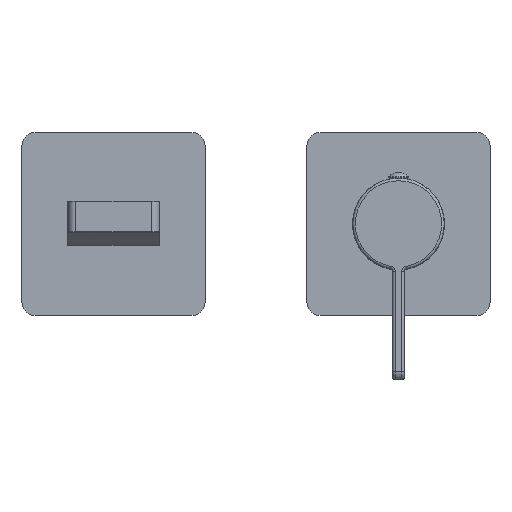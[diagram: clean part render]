
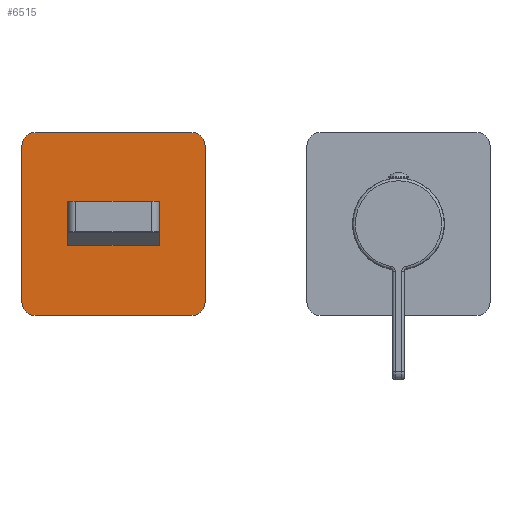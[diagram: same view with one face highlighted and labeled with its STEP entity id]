
A CAD part, top view. The second image highlights one B-rep face of the part: STEP entity #6515.
In plain terms, the highlighted planar face has unit normal (0, 0, 1).
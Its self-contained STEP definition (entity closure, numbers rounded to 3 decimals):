
#6092=CARTESIAN_POINT('',(-139.,-30.,52.));
#6093=DIRECTION('',(0.,0.,1.));
#6094=DIRECTION('',(-1.,0.,0.));
#6095=AXIS2_PLACEMENT_3D('',#6092,#6093,#6094);
#6097=DIRECTION('',(0.,-1.,0.));
#6098=VECTOR('',#6097,60.);
#6099=CARTESIAN_POINT('',(-144.,30.,52.));
#6100=LINE('',#6099,#6098);
#6101=CARTESIAN_POINT('',(-139.,30.,52.));
#6102=DIRECTION('',(0.,0.,1.));
#6103=DIRECTION('',(0.,1.,0.));
#6104=AXIS2_PLACEMENT_3D('',#6101,#6102,#6103);
#6106=DIRECTION('',(-1.,0.,0.));
#6107=VECTOR('',#6106,60.);
#6108=CARTESIAN_POINT('',(-79.,35.,52.));
#6109=LINE('',#6108,#6107);
#6110=CARTESIAN_POINT('',(-79.,30.,52.));
#6111=DIRECTION('',(0.,0.,1.));
#6112=DIRECTION('',(1.,0.,0.));
#6113=AXIS2_PLACEMENT_3D('',#6110,#6111,#6112);
#6115=DIRECTION('',(0.,1.,0.));
#6116=VECTOR('',#6115,60.);
#6117=CARTESIAN_POINT('',(-74.,-30.,52.));
#6118=LINE('',#6117,#6116);
#6119=CARTESIAN_POINT('',(-79.,-30.,52.));
#6120=DIRECTION('',(0.,0.,1.));
#6121=DIRECTION('',(0.,-1.,0.));
#6122=AXIS2_PLACEMENT_3D('',#6119,#6120,#6121);
#6124=DIRECTION('',(1.,0.,0.));
#6125=VECTOR('',#6124,60.);
#6126=CARTESIAN_POINT('',(-139.,-35.,52.));
#6127=LINE('',#6126,#6125);
#6128=DIRECTION('',(1.,0.,0.));
#6129=VECTOR('',#6128,35.);
#6130=CARTESIAN_POINT('',(-126.5,-8.25,52.));
#6131=LINE('',#6130,#6129);
#6132=DIRECTION('',(0.,1.,0.));
#6133=VECTOR('',#6132,16.5);
#6134=CARTESIAN_POINT('',(-91.5,-8.25,52.));
#6135=LINE('',#6134,#6133);
#6136=DIRECTION('',(1.,0.,0.));
#6137=VECTOR('',#6136,35.);
#6138=CARTESIAN_POINT('',(-126.5,8.25,52.));
#6139=LINE('',#6138,#6137);
#6140=DIRECTION('',(0.,1.,0.));
#6141=VECTOR('',#6140,16.5);
#6142=CARTESIAN_POINT('',(-126.5,-8.25,52.));
#6143=LINE('',#6142,#6141);
#6372=CARTESIAN_POINT('',(-144.,-30.,52.));
#6373=VERTEX_POINT('',#6372);
#6374=CARTESIAN_POINT('',(-139.,-35.,52.));
#6375=VERTEX_POINT('',#6374);
#6380=CARTESIAN_POINT('',(-79.,-35.,52.));
#6381=VERTEX_POINT('',#6380);
#6382=CARTESIAN_POINT('',(-74.,-30.,52.));
#6383=VERTEX_POINT('',#6382);
#6388=CARTESIAN_POINT('',(-74.,30.,52.));
#6389=VERTEX_POINT('',#6388);
#6390=CARTESIAN_POINT('',(-79.,35.,52.));
#6391=VERTEX_POINT('',#6390);
#6396=CARTESIAN_POINT('',(-139.,35.,52.));
#6397=VERTEX_POINT('',#6396);
#6398=CARTESIAN_POINT('',(-144.,30.,52.));
#6399=VERTEX_POINT('',#6398);
#6424=CARTESIAN_POINT('',(-126.5,-8.25,52.));
#6425=CARTESIAN_POINT('',(-91.5,-8.25,52.));
#6426=VERTEX_POINT('',#6424);
#6427=VERTEX_POINT('',#6425);
#6428=CARTESIAN_POINT('',(-126.5,8.25,52.));
#6429=CARTESIAN_POINT('',(-91.5,8.25,52.));
#6430=VERTEX_POINT('',#6428);
#6431=VERTEX_POINT('',#6429);
#6483=CARTESIAN_POINT('',(-109.,0.,52.));
#6484=DIRECTION('',(0.,0.,1.));
#6485=DIRECTION('',(-1.,0.,0.));
#6486=AXIS2_PLACEMENT_3D('',#6483,#6484,#6485);
#6487=PLANE('',#6486);
#6489=ORIENTED_EDGE('',*,*,#6488,.F.);
#6491=ORIENTED_EDGE('',*,*,#6490,.F.);
#6493=ORIENTED_EDGE('',*,*,#6492,.F.);
#6495=ORIENTED_EDGE('',*,*,#6494,.F.);
#6497=ORIENTED_EDGE('',*,*,#6496,.F.);
#6499=ORIENTED_EDGE('',*,*,#6498,.F.);
#6501=ORIENTED_EDGE('',*,*,#6500,.F.);
#6503=ORIENTED_EDGE('',*,*,#6502,.F.);
#6504=EDGE_LOOP('',(#6489,#6491,#6493,#6495,#6497,#6499,#6501,#6503));
#6505=FACE_OUTER_BOUND('',#6504,.F.);
#6507=ORIENTED_EDGE('',*,*,#6506,.T.);
#6509=ORIENTED_EDGE('',*,*,#6508,.T.);
#6511=ORIENTED_EDGE('',*,*,#6510,.F.);
#6512=ORIENTED_EDGE('',*,*,#6461,.F.);
#6513=EDGE_LOOP('',(#6507,#6509,#6511,#6512));
#6514=FACE_BOUND('',#6513,.F.);
#6515=ADVANCED_FACE('',(#6505,#6514),#6487,.T.);
#6096=CIRCLE('',#6095,5.);
#6105=CIRCLE('',#6104,5.);
#6114=CIRCLE('',#6113,5.);
#6123=CIRCLE('',#6122,5.);
#6461=EDGE_CURVE('',#6426,#6430,#6143,.T.);
#6488=EDGE_CURVE('',#6373,#6375,#6096,.T.);
#6490=EDGE_CURVE('',#6399,#6373,#6100,.T.);
#6492=EDGE_CURVE('',#6397,#6399,#6105,.T.);
#6494=EDGE_CURVE('',#6391,#6397,#6109,.T.);
#6496=EDGE_CURVE('',#6389,#6391,#6114,.T.);
#6498=EDGE_CURVE('',#6383,#6389,#6118,.T.);
#6500=EDGE_CURVE('',#6381,#6383,#6123,.T.);
#6502=EDGE_CURVE('',#6375,#6381,#6127,.T.);
#6506=EDGE_CURVE('',#6426,#6427,#6131,.T.);
#6508=EDGE_CURVE('',#6427,#6431,#6135,.T.);
#6510=EDGE_CURVE('',#6430,#6431,#6139,.T.);
